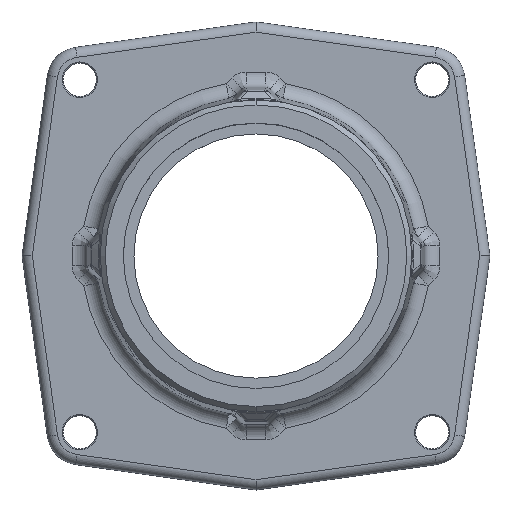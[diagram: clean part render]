
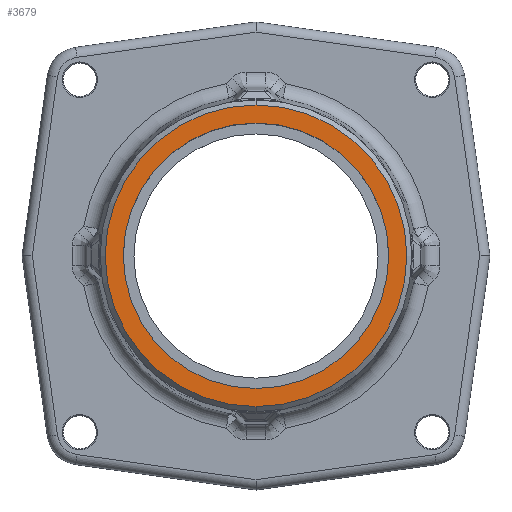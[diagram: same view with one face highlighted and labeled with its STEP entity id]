
A CAD part, top view. The second image highlights one B-rep face of the part: STEP entity #3679.
In plain terms, the highlighted planar face has unit normal (0, 0, 1).
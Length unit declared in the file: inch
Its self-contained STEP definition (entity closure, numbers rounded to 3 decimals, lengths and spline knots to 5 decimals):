
#712=CARTESIAN_POINT('',(0.,0.,1.891));
#713=DIRECTION('',(0.,0.,1.));
#714=DIRECTION('',(-1.,0.,0.));
#715=AXIS2_PLACEMENT_3D('',#712,#713,#714);
#717=CARTESIAN_POINT('',(0.,0.,1.891));
#718=DIRECTION('',(0.,0.,1.));
#719=DIRECTION('',(1.,0.,0.));
#720=AXIS2_PLACEMENT_3D('',#717,#718,#719);
#726=CARTESIAN_POINT('',(0.,0.,1.891));
#727=DIRECTION('',(0.,0.,1.));
#728=DIRECTION('',(0.,1.,0.));
#729=AXIS2_PLACEMENT_3D('',#726,#727,#728);
#769=CARTESIAN_POINT('',(0.,0.,1.891));
#770=DIRECTION('',(0.,0.,-1.));
#771=DIRECTION('',(0.,1.,0.));
#772=AXIS2_PLACEMENT_3D('',#769,#770,#771);
#2492=CARTESIAN_POINT('',(0.,1.85321,1.891));
#2493=CARTESIAN_POINT('',(0.,-1.85321,1.891));
#2494=VERTEX_POINT('',#2492);
#2495=VERTEX_POINT('',#2493);
#2512=CARTESIAN_POINT('',(-1.631,0.,1.891));
#2513=CARTESIAN_POINT('',(1.631,0.,1.891));
#2514=VERTEX_POINT('',#2512);
#2515=VERTEX_POINT('',#2513);
#3663=CARTESIAN_POINT('',(0.,0.,1.891));
#3664=DIRECTION('',(0.,0.,-1.));
#3665=DIRECTION('',(0.,-1.,0.));
#3666=AXIS2_PLACEMENT_3D('',#3663,#3664,#3665);
#3667=PLANE('',#3666);
#3669=ORIENTED_EDGE('',*,*,#3668,.F.);
#3671=ORIENTED_EDGE('',*,*,#3670,.T.);
#3672=EDGE_LOOP('',(#3669,#3671));
#3673=FACE_OUTER_BOUND('',#3672,.F.);
#3674=ORIENTED_EDGE('',*,*,#3653,.T.);
#3676=ORIENTED_EDGE('',*,*,#3675,.T.);
#3677=EDGE_LOOP('',(#3674,#3676));
#3678=FACE_BOUND('',#3677,.F.);
#3679=ADVANCED_FACE('',(#3673,#3678),#3667,.F.);
#716=CIRCLE('',#715,1.631);
#721=CIRCLE('',#720,1.631);
#730=CIRCLE('',#729,1.85321);
#773=CIRCLE('',#772,1.85321);
#3653=EDGE_CURVE('',#2514,#2515,#716,.T.);
#3668=EDGE_CURVE('',#2494,#2495,#730,.T.);
#3670=EDGE_CURVE('',#2494,#2495,#773,.T.);
#3675=EDGE_CURVE('',#2515,#2514,#721,.T.);
